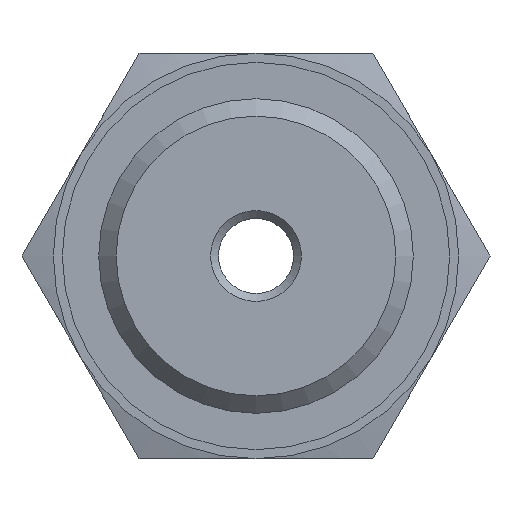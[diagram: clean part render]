
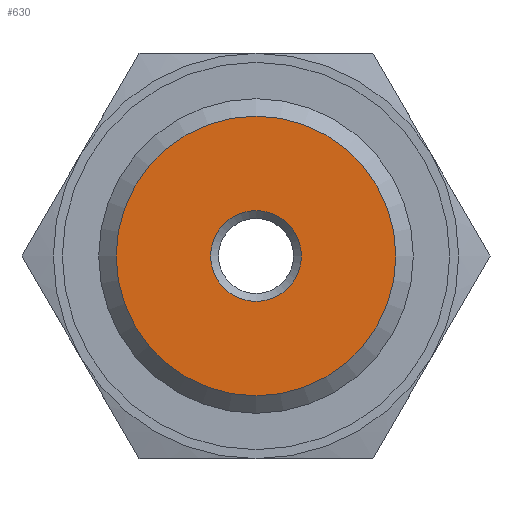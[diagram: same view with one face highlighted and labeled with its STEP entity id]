
A CAD part, left-side view. The second image highlights one B-rep face of the part: STEP entity #630.
In plain terms, the highlighted planar face has unit normal (-1, 0, 0).
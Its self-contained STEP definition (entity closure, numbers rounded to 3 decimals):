
#54=PLANE('',#702);
#83=CIRCLE('',#703,3.025);
#84=CIRCLE('',#704,9.316);
#138=ORIENTED_EDGE('',*,*,#304,.T.);
#139=ORIENTED_EDGE('',*,*,#305,.F.);
#304=EDGE_CURVE('',#379,#379,#83,.T.);
#305=EDGE_CURVE('',#380,#380,#84,.T.);
#379=VERTEX_POINT('',#1073);
#380=VERTEX_POINT('',#1075);
#462=EDGE_LOOP('',(#138));
#463=EDGE_LOOP('',(#139));
#536=FACE_BOUND('',#462,.T.);
#537=FACE_BOUND('',#463,.T.);
#630=ADVANCED_FACE('',(#536,#537),#54,.T.);
#702=AXIS2_PLACEMENT_3D('',#1071,#808,#809);
#703=AXIS2_PLACEMENT_3D('',#1072,#810,#811);
#704=AXIS2_PLACEMENT_3D('',#1074,#812,#813);
#808=DIRECTION('',(-1.,0.,0.));
#809=DIRECTION('',(0.,0.,1.));
#810=DIRECTION('',(1.,0.,0.));
#811=DIRECTION('',(0.,0.,-1.));
#812=DIRECTION('',(1.,0.,0.));
#813=DIRECTION('',(0.,0.,-1.));
#1071=CARTESIAN_POINT('',(0.,9.316,0.));
#1072=CARTESIAN_POINT('',(0.,0.,0.));
#1073=CARTESIAN_POINT('',(0.,0.,-3.025));
#1074=CARTESIAN_POINT('',(0.,0.,0.));
#1075=CARTESIAN_POINT('',(0.,0.,-9.316));
